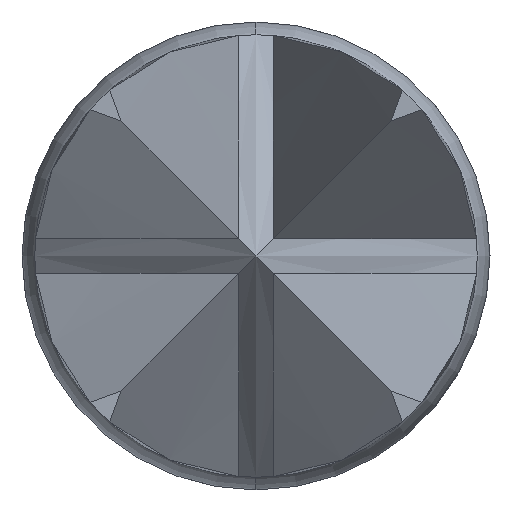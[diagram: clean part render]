
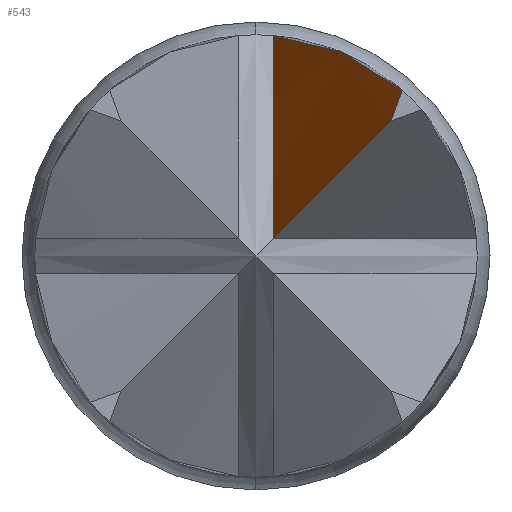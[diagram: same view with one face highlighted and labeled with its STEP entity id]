
A CAD part, left-side view. The second image highlights one B-rep face of the part: STEP entity #543.
In plain terms, the highlighted free-form (B-spline) face has degree [1, 3] with [2, 4] control points.
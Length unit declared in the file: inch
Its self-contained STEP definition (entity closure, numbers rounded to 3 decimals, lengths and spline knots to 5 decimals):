
#65 = CARTESIAN_POINT ( 'NONE',  ( -0.27073, -0.0015, 0.0108 ) ) ;
#68 = CARTESIAN_POINT ( 'NONE',  ( -0.2948, -0.00893, 0.00893 ) ) ;
#166 = CARTESIAN_POINT ( 'NONE',  ( -0.26304, -0.0015, 0.01909 ) ) ;
#177 = ORIENTED_EDGE ( 'NONE', *, *, #680, .T. ) ;
#246 = CARTESIAN_POINT ( 'NONE',  ( -0.3, -0.01161, 0.01161 ) ) ;
#318 = VERTEX_POINT ( 'NONE', #1081 ) ;
#350 = CARTESIAN_POINT ( 'NONE',  ( -0.2939, -0.00847, 0.00847 ) ) ;
#352 = ORIENTED_EDGE ( 'NONE', *, *, #1818, .T. ) ;
#353 = CARTESIAN_POINT ( 'NONE',  ( -0.2957, -0.00939, 0.00939 ) ) ;
#386 = CARTESIAN_POINT ( 'NONE',  ( -0.2872, -0.0015, -0.00471 ) ) ;
#411 = B_SPLINE_CURVE_WITH_KNOTS ( 'NONE', 3,
 ( #1057, #462, #978, #917, #546, #661, #1041, #1038, #1015, #946, #828, #756, #721, #697, #748, #350, #68, #353, #1069, #1480, #676, #425 ),
 .UNSPECIFIED., .F., .F.,
 ( 4, 3, 3, 3, 3, 3, 3, 4 ),
 ( 0., 0.00008, 0.00017, 0.00025, 0.00034, 0.00042, 0.00051, 0.00061 ),
 .UNSPECIFIED. ) ;
#421 = CARTESIAN_POINT ( 'NONE',  ( -0.3, -0.01225, 0.01337 ) ) ;
#425 = CARTESIAN_POINT ( 'NONE',  ( -0.3, -0.01161, 0.01161 ) ) ;
#449 = VERTEX_POINT ( 'NONE', #1435 ) ;
#462 = CARTESIAN_POINT ( 'NONE',  ( -0.28136, -0.00197, 0.00197 ) ) ;
#543 = ADVANCED_FACE ( 'NONE', ( #1806 ), #924, .T. ) ;
#546 = CARTESIAN_POINT ( 'NONE',  ( -0.28404, -0.00336, 0.00336 ) ) ;
#661 = CARTESIAN_POINT ( 'NONE',  ( -0.28494, -0.00383, 0.00383 ) ) ;
#676 = CARTESIAN_POINT ( 'NONE',  ( -0.29886, -0.01103, 0.01103 ) ) ;
#680 = EDGE_CURVE ( 'NONE', #2026, #449, #411, .T. ) ;
#697 = CARTESIAN_POINT ( 'NONE',  ( -0.29211, -0.00754, 0.00754 ) ) ;
#721 = CARTESIAN_POINT ( 'NONE',  ( -0.29121, -0.00708, 0.00708 ) ) ;
#730 = B_SPLINE_CURVE_WITH_KNOTS ( 'NONE', 3,
 ( #2101, #421, #802, #246 ),
 .UNSPECIFIED., .F., .F.,
 ( 4, 4 ),
 ( 0.00013, 0.00021 ),
 .UNSPECIFIED. ) ;
#748 = CARTESIAN_POINT ( 'NONE',  ( -0.29301, -0.008, 0.008 ) ) ;
#756 = CARTESIAN_POINT ( 'NONE',  ( -0.29032, -0.00661, 0.00661 ) ) ;
#764 = CARTESIAN_POINT ( 'NONE',  ( -0.28046, -0.0015, 0.0015 ) ) ;
#802 = CARTESIAN_POINT ( 'NONE',  ( -0.3, -0.01193, 0.01249 ) ) ;
#826 = ORIENTED_EDGE ( 'NONE', *, *, #1273, .T. ) ;
#828 = CARTESIAN_POINT ( 'NONE',  ( -0.28942, -0.00615, 0.00615 ) ) ;
#830 = CARTESIAN_POINT ( 'NONE',  ( -0.53849, -0.0015, 0.27449 ) ) ;
#911 = CARTESIAN_POINT ( 'NONE',  ( -0.28773, -0.00949, 0.01696 ) ) ;
#917 = CARTESIAN_POINT ( 'NONE',  ( -0.28315, -0.0029, 0.0029 ) ) ;
#924 =( BOUNDED_SURFACE ( )  B_SPLINE_SURFACE ( 1, 3, ( 
 ( #1753, #2016, #2223, #2147 ),
 ( #166, #65, #2239, #386 ) ),
 .UNSPECIFIED., .F., .F., .F. ) 
 B_SPLINE_SURFACE_WITH_KNOTS ( ( 2, 2 ),
 ( 4, 4 ),
 ( 0., 1. ),
 ( 0., 1. ),
 .UNSPECIFIED. ) 
 GEOMETRIC_REPRESENTATION_ITEM ( )  RATIONAL_B_SPLINE_SURFACE ( (
 ( 1., 0.999, 0.999, 1.),
 ( 1., 0.999, 0.999, 1.) ) ) 
 REPRESENTATION_ITEM ( '' )  SURFACE ( )  );
#946 = CARTESIAN_POINT ( 'NONE',  ( -0.28852, -0.00568, 0.00568 ) ) ;
#978 = CARTESIAN_POINT ( 'NONE',  ( -0.28225, -0.00243, 0.00243 ) ) ;
#1015 = CARTESIAN_POINT ( 'NONE',  ( -0.28763, -0.00522, 0.00522 ) ) ;
#1038 = CARTESIAN_POINT ( 'NONE',  ( -0.28673, -0.00476, 0.00476 ) ) ;
#1041 = CARTESIAN_POINT ( 'NONE',  ( -0.28584, -0.00429, 0.00429 ) ) ;
#1057 = CARTESIAN_POINT ( 'NONE',  ( -0.28046, -0.0015, 0.0015 ) ) ;
#1069 = CARTESIAN_POINT ( 'NONE',  ( -0.29659, -0.00986, 0.00986 ) ) ;
#1081 = CARTESIAN_POINT ( 'NONE',  ( -0.3, -0.01256, 0.01425 ) ) ;
#1085 = EDGE_CURVE ( 'NONE', #318, #449, #730, .T. ) ;
#1161 = CARTESIAN_POINT ( 'NONE',  ( -0.26318, -0.0015, 0.01894 ) ) ;
#1168 = DIRECTION ( 'NONE',  ( 0., 0., 1. ) ) ;
#1256 = CARTESIAN_POINT ( 'NONE',  ( -0.3, -0.01256, 0.01425 ) ) ;
#1273 = EDGE_CURVE ( 'NONE', #318, #2247, #2120, .T. ) ;
#1386 = EDGE_LOOP ( 'NONE', ( #352, #177, #2068, #826 ) ) ;
#1392 = CARTESIAN_POINT ( 'NONE',  ( -0.27539, -0.00576, 0.0186 ) ) ;
#1435 = CARTESIAN_POINT ( 'NONE',  ( -0.3, -0.01161, 0.01161 ) ) ;
#1480 = CARTESIAN_POINT ( 'NONE',  ( -0.29773, -0.01044, 0.01044 ) ) ;
#1559 = CARTESIAN_POINT ( 'NONE',  ( -0.26318, -0.0015, 0.01894 ) ) ;
#1753 = CARTESIAN_POINT ( 'NONE',  ( -0.27884, -0.01263, 0.03556 ) ) ;
#1792 = AXIS2_PLACEMENT_3D ( 'NONE', #830, #1975, #1168 ) ;
#1806 = FACE_OUTER_BOUND ( 'NONE', #1386, .T. ) ;
#1818 = EDGE_CURVE ( 'NONE', #2247, #2026, #1863, .T. ) ;
#1863 = CIRCLE ( 'NONE', #1792, 0.37564 ) ;
#1975 = DIRECTION ( 'NONE',  ( 0., 1., 0. ) ) ;
#2016 = CARTESIAN_POINT ( 'NONE',  ( -0.28604, -0.01263, 0.02774 ) ) ;
#2026 = VERTEX_POINT ( 'NONE', #764 ) ;
#2068 = ORIENTED_EDGE ( 'NONE', *, *, #1085, .F. ) ;
#2101 = CARTESIAN_POINT ( 'NONE',  ( -0.3, -0.01256, 0.01425 ) ) ;
#2120 = B_SPLINE_CURVE_WITH_KNOTS ( 'NONE', 3,
 ( #1256, #911, #1392, #1559 ),
 .UNSPECIFIED., .F., .F.,
 ( 4, 4 ),
 ( 0., 0.00098 ),
 .UNSPECIFIED. ) ;
#2147 = CARTESIAN_POINT ( 'NONE',  ( -0.30145, -0.01263, 0.01312 ) ) ;
#2223 = CARTESIAN_POINT ( 'NONE',  ( -0.29358, -0.01263, 0.02025 ) ) ;
#2239 = CARTESIAN_POINT ( 'NONE',  ( -0.27879, -0.0015, 0.00286 ) ) ;
#2247 = VERTEX_POINT ( 'NONE', #1161 ) ;
